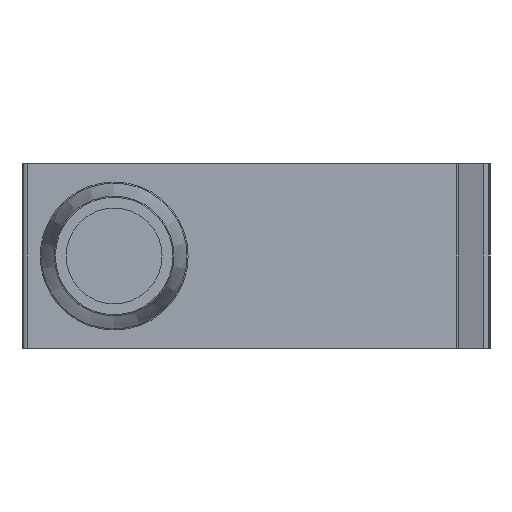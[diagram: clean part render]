
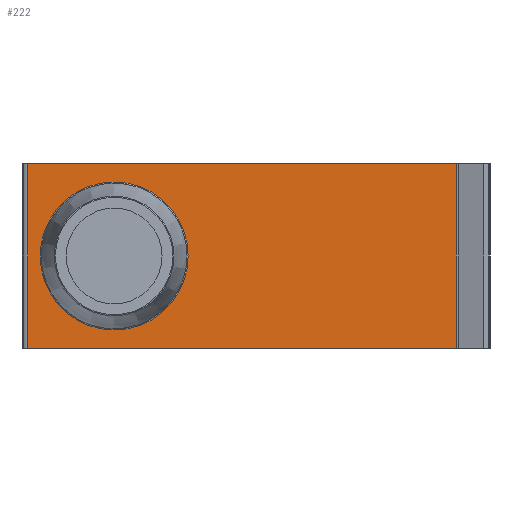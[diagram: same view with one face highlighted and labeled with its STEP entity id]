
A CAD part, left-side view. The second image highlights one B-rep face of the part: STEP entity #222.
In plain terms, the highlighted planar face has unit normal (-1, 0, 0).
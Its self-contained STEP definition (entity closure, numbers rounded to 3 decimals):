
#168=CARTESIAN_POINT('',(-0.076,-4.9,-0.984));
#169=VERTEX_POINT('',#168);
#170=CARTESIAN_POINT('',(-0.076,-4.9,-5.0));
#171=DIRECTION('',(-1.0,0.0,0.0));
#172=DIRECTION('',(0.0,0.0,-1.0));
#173=AXIS2_PLACEMENT_3D('',#170,#171,#172);
#174=CIRCLE('',#173,4.016);
#175=EDGE_CURVE('',#169,#169,#174,.T.);
#180=CARTESIAN_POINT('',(-0.076,-0.2,0.0));
#181=DIRECTION('',(-1.0,0.0,0.0));
#182=DIRECTION('',(0.0,0.0,1.0));
#183=AXIS2_PLACEMENT_3D('',#180,#181,#182);
#184=PLANE('',#183);
#185=CARTESIAN_POINT('',(-0.076,-0.2,-10.0));
#186=VERTEX_POINT('',#185);
#187=CARTESIAN_POINT('',(-0.076,-23.474,-10.0));
#188=VERTEX_POINT('',#187);
#189=CARTESIAN_POINT('',(-0.076,-0.2,-10.0));
#190=DIRECTION('',(0.0,-1.0,0.0));
#191=VECTOR('',#190,23.274);
#192=LINE('',#189,#191);
#193=EDGE_CURVE('',#186,#188,#192,.T.);
#194=ORIENTED_EDGE('',*,*,#193,.T.);
#195=CARTESIAN_POINT('',(-0.076,-23.474,0.0));
#196=VERTEX_POINT('',#195);
#197=CARTESIAN_POINT('',(-0.076,-23.474,0.0));
#198=DIRECTION('',(0.0,0.0,-1.0));
#199=VECTOR('',#198,10.0);
#200=LINE('',#197,#199);
#201=EDGE_CURVE('',#196,#188,#200,.T.);
#202=ORIENTED_EDGE('',*,*,#201,.F.);
#203=CARTESIAN_POINT('',(-0.076,-0.2,0.0));
#204=VERTEX_POINT('',#203);
#205=CARTESIAN_POINT('',(-0.076,-0.2,0.0));
#206=DIRECTION('',(0.0,-1.0,0.0));
#207=VECTOR('',#206,23.274);
#208=LINE('',#205,#207);
#209=EDGE_CURVE('',#204,#196,#208,.T.);
#210=ORIENTED_EDGE('',*,*,#209,.F.);
#211=CARTESIAN_POINT('',(-0.076,-0.2,0.0));
#212=DIRECTION('',(0.0,0.0,-1.0));
#213=VECTOR('',#212,10.0);
#214=LINE('',#211,#213);
#215=EDGE_CURVE('',#204,#186,#214,.T.);
#216=ORIENTED_EDGE('',*,*,#215,.T.);
#217=EDGE_LOOP('',(#194,#202,#210,#216));
#218=FACE_OUTER_BOUND('',#217,.T.);
#219=ORIENTED_EDGE('',*,*,#175,.F.);
#220=EDGE_LOOP('',(#219));
#221=FACE_BOUND('',#220,.T.);
#222=ADVANCED_FACE('',(#218,#221),#184,.T.);
